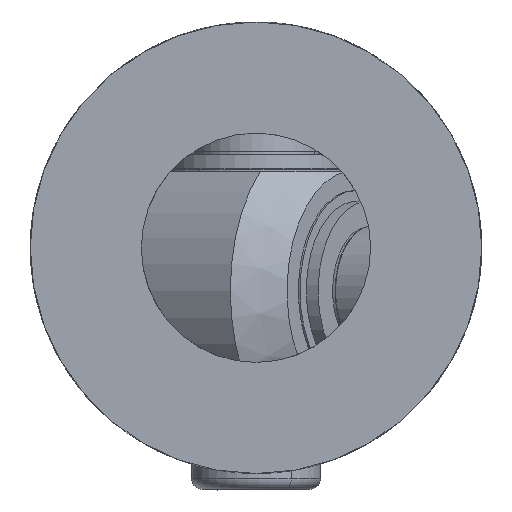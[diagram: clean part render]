
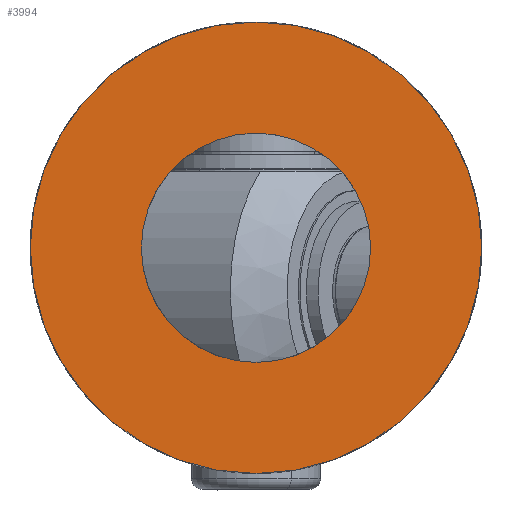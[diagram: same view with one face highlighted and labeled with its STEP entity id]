
A CAD part, left-side view. The second image highlights one B-rep face of the part: STEP entity #3994.
In plain terms, the highlighted face is planar.
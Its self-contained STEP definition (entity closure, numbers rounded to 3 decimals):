
#547=PLANE('',#7541);
#1278=VERTEX_POINT('',#6451);
#1321=VERTEX_POINT('',#6773);
#1588=CIRCLE('',#7512,1.6);
#1598=CIRCLE('',#7540,3.15);
#2027=EDGE_CURVE('',#1278,#1278,#1588,.T.);
#2089=EDGE_CURVE('',#1321,#1321,#1598,.T.);
#3115=ORIENTED_EDGE('',*,*,#2027,.T.);
#3116=ORIENTED_EDGE('',*,*,#2089,.F.);
#3486=EDGE_LOOP('',(#3115));
#3487=EDGE_LOOP('',(#3116));
#3759=FACE_BOUND('',#3486,.T.);
#3760=FACE_BOUND('',#3487,.T.);
#3994=ADVANCED_FACE('',(#3759,#3760),#547,.T.);
#5036=DIRECTION('',(0.,0.,-1.));
#5037=DIRECTION('',(1.6,0.,0.));
#5105=DIRECTION('',(0.,0.,-1.));
#5106=DIRECTION('',(3.15,0.,0.));
#5107=DIRECTION('',(0.,0.,1.));
#6450=CARTESIAN_POINT('',(0.,0.,6.5));
#6451=CARTESIAN_POINT('',(-1.6,0.,6.5));
#6772=CARTESIAN_POINT('',(0.,0.,6.5));
#6773=CARTESIAN_POINT('',(3.15,0.,6.5));
#6774=CARTESIAN_POINT('',(0.,0.,6.5));
#7512=AXIS2_PLACEMENT_3D('',#6450,#5036,#5037);
#7540=AXIS2_PLACEMENT_3D('',#6772,#5105,#5106);
#7541=AXIS2_PLACEMENT_3D('',#6774,#5107,$);
